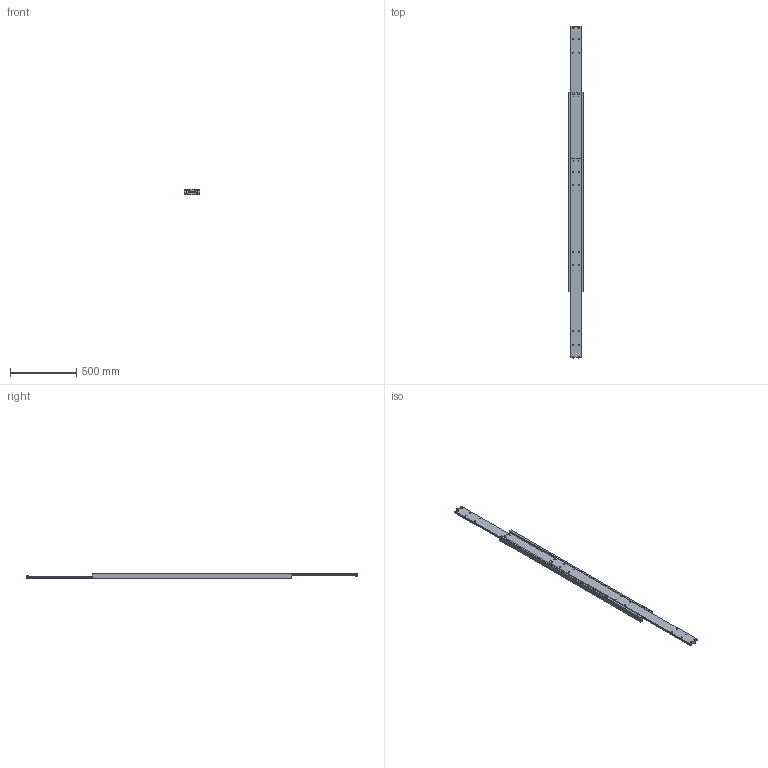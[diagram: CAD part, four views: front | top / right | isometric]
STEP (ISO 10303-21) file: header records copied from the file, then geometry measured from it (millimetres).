
FILE_DESCRIPTION((''),'2;1');
FILE_NAME('DTS-120 1500.stp','2021-04-14T09:59:14',(''),(''),'Mechanical Desktop 2006','Mechanical Desktop 2006',', , ');
FILE_SCHEMA(('CONFIG_CONTROL_DESIGN'));
Length unit declared in the file: millimetre
Products named in the file (3): DTS-120 C; MAIN PROFILE; OUTER BEAM
Assembly tree (3 placements, depth 2):
  DTS-120 C
    MAIN PROFILE
    OUTER BEAM  x2
Bounding box: 120 x 2500 x 44 mm (x, y, z)
Volume: 6264632.5 mm3; surface area: 1180695.1 mm2
Topology: 3 solids, 37 shells, 556 faces, 1410 edges, 864 vertices
Faces by surface type: cylinder 174, cone 160, torus 128, plane 86, bspline 8
Entity records: 9917 total; most frequent: DIRECTION 1860, CARTESIAN_POINT 1814, ORIENTED_EDGE 1592, EDGE_CURVE 796, AXIS2_PLACEMENT_3D 768, VERTEX_POINT 494, CIRCLE 456, EDGE_LOOP 354
